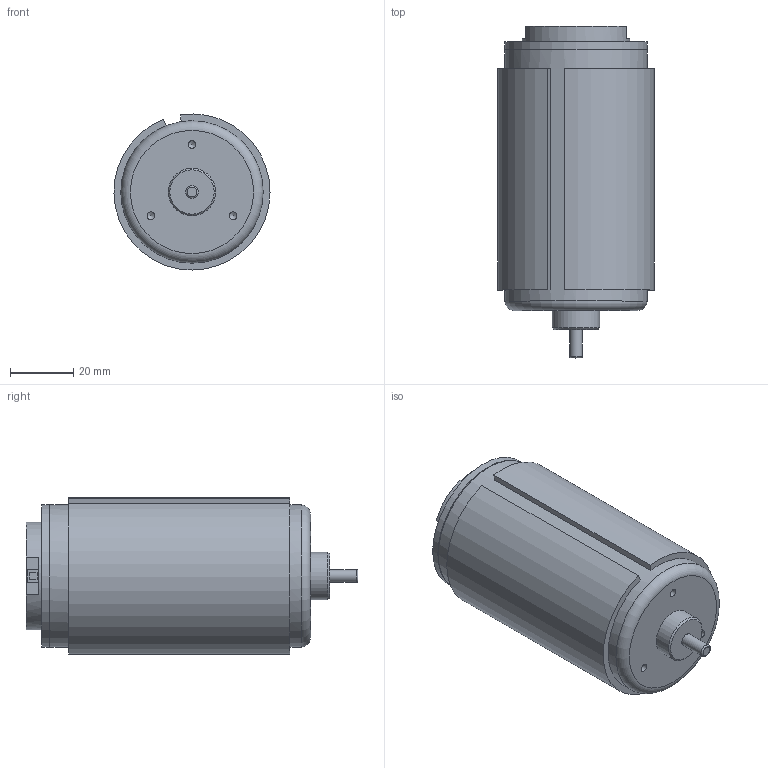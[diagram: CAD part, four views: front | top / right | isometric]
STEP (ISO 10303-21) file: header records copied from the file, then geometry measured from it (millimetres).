
FILE_DESCRIPTION((''),'2;1');
FILE_NAME('TP-4990A.STP','2013-06-14T14:44:06',('SSEGAWA'),(''),'Autodesk Inventor 2010','Autodesk Inventor 2010','');
FILE_SCHEMA(('CONFIG_CONTROL_DESIGN'));
Length unit declared in the file: millimetre
Products named in the file (1): tp_4990
Bounding box: 49.4 x 105 x 49.39 mm (x, y, z)
Volume: 161699.6 mm3; surface area: 18164.2 mm2
Topology: 1 solids, 1 shells, 59 faces, 140 edges, 93 vertices
Faces by surface type: plane 36, cylinder 10, bspline 10, torus 2, cone 1
Full cylindrical faces by diameter (mm): 4 x1, 6 x1, 9 x1, 13 x1, 15 x1, 34 x1, 44.6 x1, 45 x2
Entity records: 1618 total; most frequent: CARTESIAN_POINT 366, DIRECTION 244, ORIENTED_EDGE 220, EDGE_CURVE 110, EDGE_LOOP 92, AXIS2_PLACEMENT_3D 84, VERTEX_POINT 82, VECTOR 76
